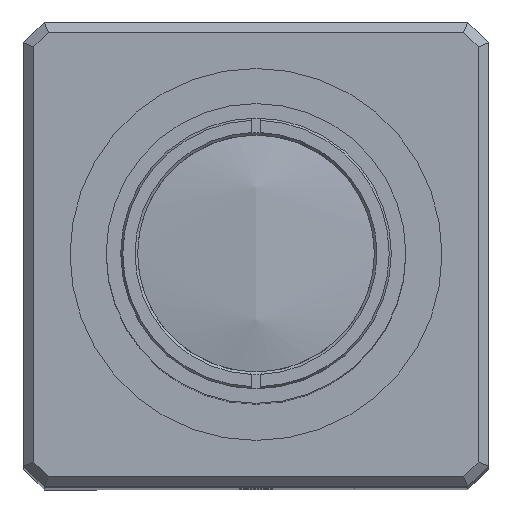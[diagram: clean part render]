
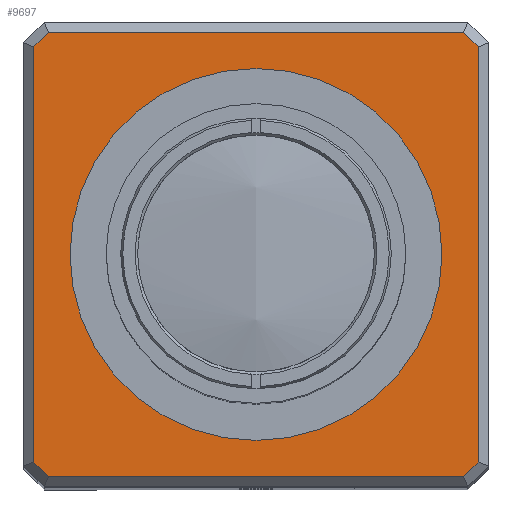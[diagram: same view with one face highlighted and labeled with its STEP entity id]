
A CAD part, top view. The second image highlights one B-rep face of the part: STEP entity #9697.
In plain terms, the highlighted face is planar.
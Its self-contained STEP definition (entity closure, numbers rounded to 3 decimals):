
#519=FACE_BOUND('',#2270,.T.);
#1134=CIRCLE('',#10737,18.);
#1631=FACE_OUTER_BOUND('',#2269,.T.);
#2269=EDGE_LOOP('',(#8389,#8390,#8391,#8392,#8393,#8394,#8395,#8396));
#2270=EDGE_LOOP('',(#8397));
#3013=LINE('',#16357,#3772);
#3017=LINE('',#16365,#3776);
#3020=LINE('',#16371,#3779);
#3023=LINE('',#16377,#3782);
#3026=LINE('',#16383,#3785);
#3030=LINE('',#16391,#3789);
#3033=LINE('',#16397,#3792);
#3036=LINE('',#16401,#3795);
#3772=VECTOR('',#13171,10.);
#3776=VECTOR('',#13177,10.);
#3779=VECTOR('',#13182,10.);
#3782=VECTOR('',#13187,10.);
#3785=VECTOR('',#13192,10.);
#3789=VECTOR('',#13198,10.);
#3792=VECTOR('',#13203,10.);
#3795=VECTOR('',#13208,10.);
#4664=VERTEX_POINT('',#16355);
#4665=VERTEX_POINT('',#16356);
#4668=VERTEX_POINT('',#16364);
#4670=VERTEX_POINT('',#16370);
#4672=VERTEX_POINT('',#16376);
#4674=VERTEX_POINT('',#16382);
#4677=VERTEX_POINT('',#16390);
#4679=VERTEX_POINT('',#16396);
#4685=VERTEX_POINT('',#16421);
#5942=EDGE_CURVE('',#4664,#4665,#3013,.T.);
#5946=EDGE_CURVE('',#4665,#4668,#3017,.T.);
#5949=EDGE_CURVE('',#4668,#4670,#3020,.T.);
#5952=EDGE_CURVE('',#4670,#4672,#3023,.T.);
#5955=EDGE_CURVE('',#4672,#4674,#3026,.T.);
#5959=EDGE_CURVE('',#4674,#4677,#3030,.T.);
#5962=EDGE_CURVE('',#4677,#4679,#3033,.T.);
#5965=EDGE_CURVE('',#4679,#4664,#3036,.T.);
#5975=EDGE_CURVE('',#4685,#4685,#1134,.T.);
#8389=ORIENTED_EDGE('',*,*,#5942,.F.);
#8390=ORIENTED_EDGE('',*,*,#5965,.F.);
#8391=ORIENTED_EDGE('',*,*,#5962,.F.);
#8392=ORIENTED_EDGE('',*,*,#5959,.F.);
#8393=ORIENTED_EDGE('',*,*,#5955,.F.);
#8394=ORIENTED_EDGE('',*,*,#5952,.F.);
#8395=ORIENTED_EDGE('',*,*,#5949,.F.);
#8396=ORIENTED_EDGE('',*,*,#5946,.F.);
#8397=ORIENTED_EDGE('',*,*,#5975,.T.);
#9288=PLANE('',#10736);
#9697=ADVANCED_FACE('',(#1631,#519),#9288,.F.);
#10736=AXIS2_PLACEMENT_3D('',#16420,#13226,#13227);
#10737=AXIS2_PLACEMENT_3D('',#16422,#13228,#13229);
#13171=DIRECTION('',(0.,0.,-1.));
#13177=DIRECTION('',(0.,0.707,-0.707));
#13182=DIRECTION('',(0.,1.,0.));
#13187=DIRECTION('',(0.,0.707,0.707));
#13192=DIRECTION('',(0.,0.,1.));
#13198=DIRECTION('',(0.,-0.707,0.707));
#13203=DIRECTION('',(0.,-1.,0.));
#13208=DIRECTION('',(0.,-0.707,-0.707));
#13226=DIRECTION('center_axis',(1.,0.,0.));
#13227=DIRECTION('ref_axis',(0.,0.,-1.));
#13228=DIRECTION('center_axis',(1.,0.,0.));
#13229=DIRECTION('ref_axis',(0.,0.,1.));
#16355=CARTESIAN_POINT('',(0.,-21.5,20.086));
#16356=CARTESIAN_POINT('',(0.,-21.5,-20.086));
#16357=CARTESIAN_POINT('',(0.,-21.5,11.25));
#16364=CARTESIAN_POINT('',(0.,-20.086,-21.5));
#16365=CARTESIAN_POINT('',(0.,-20.793,-20.793));
#16370=CARTESIAN_POINT('',(0.,20.086,-21.5));
#16371=CARTESIAN_POINT('',(0.,-11.25,-21.5));
#16376=CARTESIAN_POINT('',(0.,21.5,-20.086));
#16377=CARTESIAN_POINT('',(0.,20.793,-20.793));
#16382=CARTESIAN_POINT('',(0.,21.5,20.086));
#16383=CARTESIAN_POINT('',(0.,21.5,-11.25));
#16390=CARTESIAN_POINT('',(0.,20.086,21.5));
#16391=CARTESIAN_POINT('',(0.,20.793,20.793));
#16396=CARTESIAN_POINT('',(0.,-20.086,21.5));
#16397=CARTESIAN_POINT('',(0.,11.25,21.5));
#16401=CARTESIAN_POINT('',(0.,-20.793,20.793));
#16420=CARTESIAN_POINT('Origin',(0.,0.,0.));
#16421=CARTESIAN_POINT('',(0.,0.,-18.));
#16422=CARTESIAN_POINT('Origin',(0.,0.,0.));
